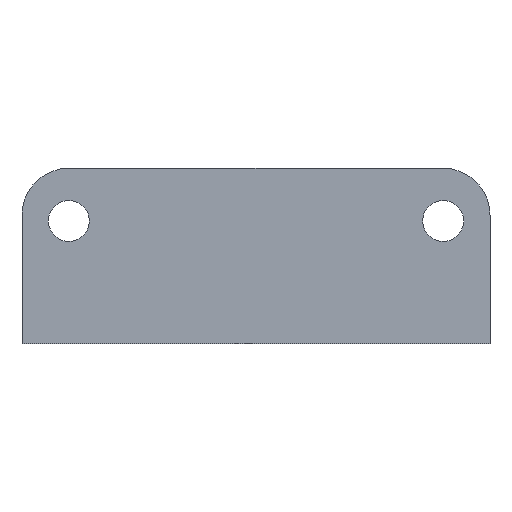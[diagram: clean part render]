
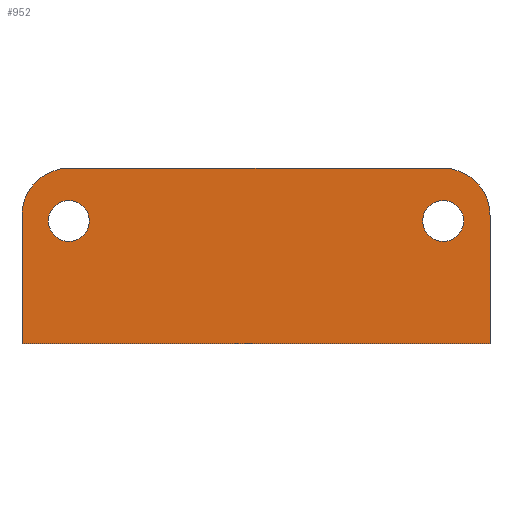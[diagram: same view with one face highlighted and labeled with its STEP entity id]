
A CAD part, front view. The second image highlights one B-rep face of the part: STEP entity #952.
In plain terms, the highlighted planar face has unit normal (0, -1, 0).
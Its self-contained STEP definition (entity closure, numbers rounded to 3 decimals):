
#11 = CARTESIAN_POINT ( 'NONE',  ( -20., 0., 11. ) ) ;
#39 = AXIS2_PLACEMENT_3D ( 'NONE', #862, #653, #295 ) ;
#53 = EDGE_LOOP ( 'NONE', ( #395, #415, #887, #1171, #913, #93 ) ) ;
#68 = CARTESIAN_POINT ( 'NONE',  ( -16., 0., 12.25 ) ) ;
#70 = FACE_BOUND ( 'NONE', #511, .T. ) ;
#93 = ORIENTED_EDGE ( 'NONE', *, *, #566, .F. ) ;
#101 = AXIS2_PLACEMENT_3D ( 'NONE', #154, #928, #137 ) ;
#137 = DIRECTION ( 'NONE',  ( 0., 0., 1. ) ) ;
#142 = CARTESIAN_POINT ( 'NONE',  ( 16., 0., 8.75 ) ) ;
#154 = CARTESIAN_POINT ( 'NONE',  ( 16., 0., 11. ) ) ;
#171 = DIRECTION ( 'NONE',  ( 0., 0., -1. ) ) ;
#176 = DIRECTION ( 'NONE',  ( 0., 0., 1. ) ) ;
#195 = DIRECTION ( 'NONE',  ( 0., 1., 0. ) ) ;
#203 = CARTESIAN_POINT ( 'NONE',  ( 16., 0., 15. ) ) ;
#226 = VERTEX_POINT ( 'NONE', #142 ) ;
#234 = DIRECTION ( 'NONE',  ( 0., 1., 0. ) ) ;
#248 = DIRECTION ( 'NONE',  ( 0., 0., 1. ) ) ;
#257 = AXIS2_PLACEMENT_3D ( 'NONE', #741, #275, #176 ) ;
#258 = EDGE_CURVE ( 'NONE', #667, #712, #881, .T. ) ;
#275 = DIRECTION ( 'NONE',  ( 0., 1., 0. ) ) ;
#282 = CARTESIAN_POINT ( 'NONE',  ( 20., 0., 11. ) ) ;
#295 = DIRECTION ( 'NONE',  ( 0., 0., 1. ) ) ;
#316 = CARTESIAN_POINT ( 'NONE',  ( -20., 0., 0. ) ) ;
#328 = VERTEX_POINT ( 'NONE', #752 ) ;
#364 = AXIS2_PLACEMENT_3D ( 'NONE', #1124, #449, #627 ) ;
#368 = ORIENTED_EDGE ( 'NONE', *, *, #1065, .T. ) ;
#380 = CARTESIAN_POINT ( 'NONE',  ( 16., 0., 12.25 ) ) ;
#389 = AXIS2_PLACEMENT_3D ( 'NONE', #1163, #234, #1009 ) ;
#395 = ORIENTED_EDGE ( 'NONE', *, *, #989, .F. ) ;
#409 = CARTESIAN_POINT ( 'NONE',  ( 20., 0., 0. ) ) ;
#415 = ORIENTED_EDGE ( 'NONE', *, *, #258, .T. ) ;
#417 = LINE ( 'NONE', #316, #893 ) ;
#439 = EDGE_CURVE ( 'NONE', #712, #584, #519, .T. ) ;
#444 = LINE ( 'NONE', #1133, #847 ) ;
#445 = CIRCLE ( 'NONE', #389, 1.75 ) ;
#449 = DIRECTION ( 'NONE',  ( 0., -1., 0. ) ) ;
#460 = DIRECTION ( 'NONE',  ( 0., 0., 1. ) ) ;
#493 = EDGE_LOOP ( 'NONE', ( #1024, #368 ) ) ;
#495 = EDGE_CURVE ( 'NONE', #1126, #1026, #417, .T. ) ;
#500 = LINE ( 'NONE', #409, #1175 ) ;
#511 = EDGE_LOOP ( 'NONE', ( #809, #796 ) ) ;
#513 = AXIS2_PLACEMENT_3D ( 'NONE', #817, #1225, #248 ) ;
#514 = VERTEX_POINT ( 'NONE', #68 ) ;
#519 = LINE ( 'NONE', #909, #672 ) ;
#566 = EDGE_CURVE ( 'NONE', #328, #1026, #500, .T. ) ;
#584 = VERTEX_POINT ( 'NONE', #602 ) ;
#602 = CARTESIAN_POINT ( 'NONE',  ( -16., 0., 15. ) ) ;
#603 = VERTEX_POINT ( 'NONE', #380 ) ;
#627 = DIRECTION ( 'NONE',  ( 0., 0., 1. ) ) ;
#631 = FACE_BOUND ( 'NONE', #493, .T. ) ;
#640 = CARTESIAN_POINT ( 'NONE',  ( -16., 0., 10.5 ) ) ;
#644 = AXIS2_PLACEMENT_3D ( 'NONE', #640, #195, #460 ) ;
#653 = DIRECTION ( 'NONE',  ( 0., 1., 0. ) ) ;
#662 = EDGE_CURVE ( 'NONE', #603, #226, #979, .T. ) ;
#667 = VERTEX_POINT ( 'NONE', #282 ) ;
#672 = VECTOR ( 'NONE', #711, 1000. ) ;
#711 = DIRECTION ( 'NONE',  ( -1., 0., 0. ) ) ;
#712 = VERTEX_POINT ( 'NONE', #203 ) ;
#719 = EDGE_CURVE ( 'NONE', #514, #769, #445, .T. ) ;
#734 = EDGE_CURVE ( 'NONE', #226, #603, #1150, .T. ) ;
#741 = CARTESIAN_POINT ( 'NONE',  ( 16., 0., 10.5 ) ) ;
#752 = CARTESIAN_POINT ( 'NONE',  ( 20., 0., 0. ) ) ;
#769 = VERTEX_POINT ( 'NONE', #1097 ) ;
#796 = ORIENTED_EDGE ( 'NONE', *, *, #734, .T. ) ;
#798 = DIRECTION ( 'NONE',  ( -1., 0., 0. ) ) ;
#809 = ORIENTED_EDGE ( 'NONE', *, *, #662, .T. ) ;
#817 = CARTESIAN_POINT ( 'NONE',  ( 20., 0., 0. ) ) ;
#826 = FACE_OUTER_BOUND ( 'NONE', #53, .T. ) ;
#847 = VECTOR ( 'NONE', #171, 1000. ) ;
#860 = CARTESIAN_POINT ( 'NONE',  ( -20., 0., 0. ) ) ;
#862 = CARTESIAN_POINT ( 'NONE',  ( 16., 0., 10.5 ) ) ;
#881 = CIRCLE ( 'NONE', #101, 4. ) ;
#887 = ORIENTED_EDGE ( 'NONE', *, *, #439, .T. ) ;
#893 = VECTOR ( 'NONE', #1011, 1000. ) ;
#908 = CIRCLE ( 'NONE', #364, 4. ) ;
#909 = CARTESIAN_POINT ( 'NONE',  ( 20., 0., 15. ) ) ;
#913 = ORIENTED_EDGE ( 'NONE', *, *, #495, .T. ) ;
#928 = DIRECTION ( 'NONE',  ( 0., -1., 0. ) ) ;
#952 = ADVANCED_FACE ( 'NONE', ( #631, #70, #826 ), #1219, .F. ) ;
#970 = EDGE_CURVE ( 'NONE', #584, #1126, #908, .T. ) ;
#979 = CIRCLE ( 'NONE', #257, 1.75 ) ;
#989 = EDGE_CURVE ( 'NONE', #667, #328, #444, .T. ) ;
#1009 = DIRECTION ( 'NONE',  ( 0., 0., 1. ) ) ;
#1011 = DIRECTION ( 'NONE',  ( 0., 0., -1. ) ) ;
#1024 = ORIENTED_EDGE ( 'NONE', *, *, #719, .T. ) ;
#1026 = VERTEX_POINT ( 'NONE', #860 ) ;
#1065 = EDGE_CURVE ( 'NONE', #769, #514, #1112, .T. ) ;
#1097 = CARTESIAN_POINT ( 'NONE',  ( -16., 0., 8.75 ) ) ;
#1112 = CIRCLE ( 'NONE', #644, 1.75 ) ;
#1124 = CARTESIAN_POINT ( 'NONE',  ( -16., 0., 11. ) ) ;
#1126 = VERTEX_POINT ( 'NONE', #11 ) ;
#1133 = CARTESIAN_POINT ( 'NONE',  ( 20., 0., 0. ) ) ;
#1150 = CIRCLE ( 'NONE', #39, 1.75 ) ;
#1163 = CARTESIAN_POINT ( 'NONE',  ( -16., 0., 10.5 ) ) ;
#1171 = ORIENTED_EDGE ( 'NONE', *, *, #970, .T. ) ;
#1175 = VECTOR ( 'NONE', #798, 1000. ) ;
#1219 = PLANE ( 'NONE',  #513 ) ;
#1225 = DIRECTION ( 'NONE',  ( 0., 1., 0. ) ) ;
